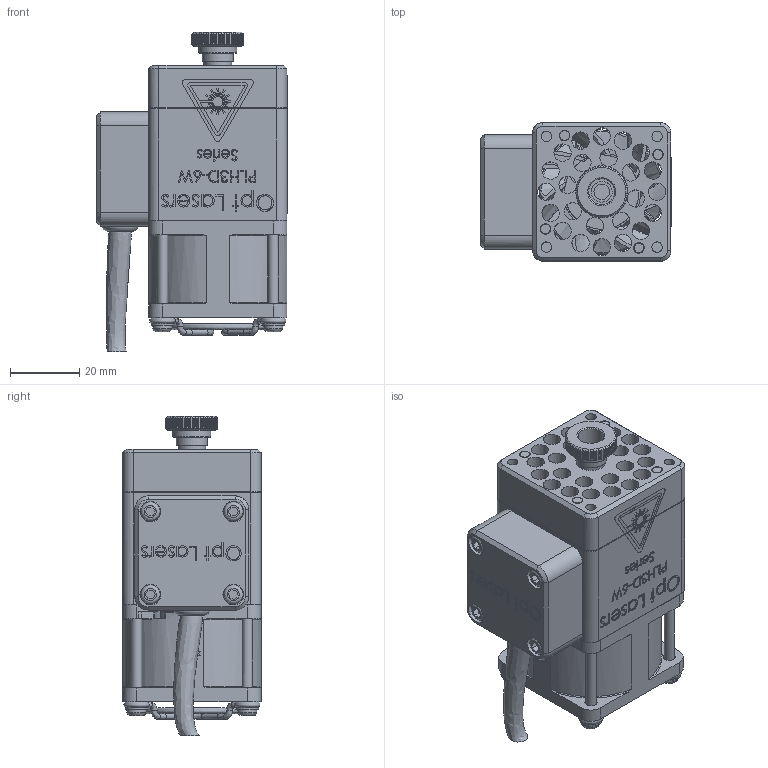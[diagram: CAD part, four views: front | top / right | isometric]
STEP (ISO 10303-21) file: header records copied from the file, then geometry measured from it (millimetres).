
FILE_DESCRIPTION( ('This file contains a STEP AP42 implementation' ,'as created by ZW3D STEP Interface translator.') ,'2;1' );
FILE_NAME( 'PLH3D-6W-XF.stp' ,'1811 4.111434', (''), ('ZWCAD Software Co.'), 'Version 1.0', 'ZW3D to STEP translator', '' );
FILE_SCHEMA( ('CONFIG_CONTROL_DESIGN') );
Length unit declared in the file: millimetre
Products named in the file (1): 0
Bounding box: 55.1 x 40.1 x 92.3 mm (x, y, z)
Volume: 80994.4 mm3; surface area: 57571.2 mm2
Topology: 165 solids, 165 shells, 2857 faces, 7182 edges, 4733 vertices
Faces by surface type: bspline 2857
Entity records: 96278 total; most frequent: CARTESIAN_POINT 49500, ORIENTED_EDGE 14364, EDGE_CURVE 7182, B_SPLINE_CURVE_WITH_KNOTS 5836, VERTEX_POINT 4733, EDGE_LOOP 3145, FACE_OUTER_BOUND 2857, ADVANCED_FACE 2857
